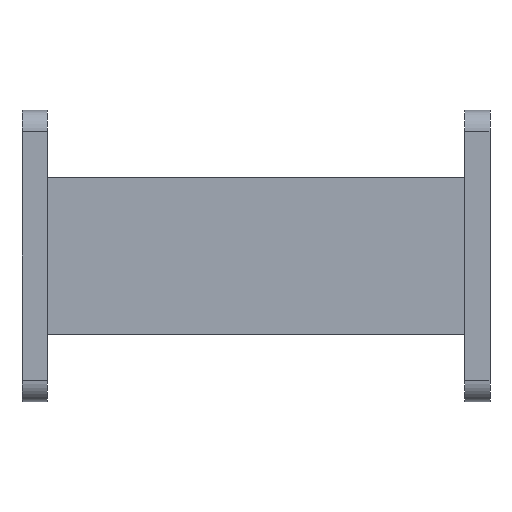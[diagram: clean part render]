
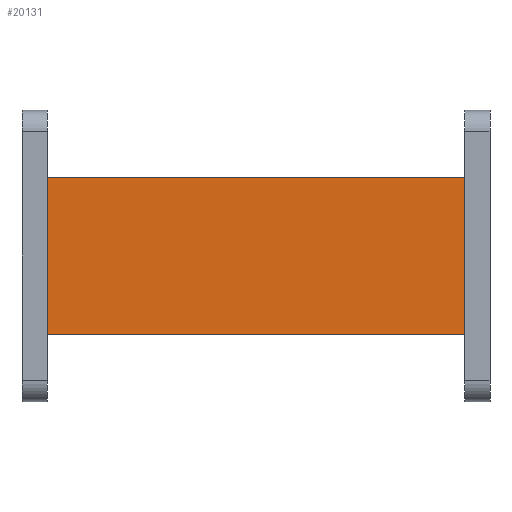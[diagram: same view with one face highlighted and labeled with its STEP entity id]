
A CAD part, front view. The second image highlights one B-rep face of the part: STEP entity #20131.
In plain terms, the highlighted planar face has unit normal (0, -1, 0).
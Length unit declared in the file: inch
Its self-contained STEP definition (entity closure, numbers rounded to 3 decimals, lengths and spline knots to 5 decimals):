
#3353 = LINE ( 'NONE', #42810, #42316 ) ;
#4439 = CARTESIAN_POINT ( 'NONE',  ( -2.28346, -0.46142, -0.85906 ) ) ;
#6491 = CARTESIAN_POINT ( 'NONE',  ( -2.28346, -0.46142, 0.85906 ) ) ;
#7975 = ORIENTED_EDGE ( 'NONE', *, *, #42681, .T. ) ;
#8615 = VERTEX_POINT ( 'NONE', #38147 ) ;
#9971 = DIRECTION ( 'NONE',  ( 0., 1., 0. ) ) ;
#10796 = DIRECTION ( 'NONE',  ( 0., 0., 1. ) ) ;
#11186 = VERTEX_POINT ( 'NONE', #45813 ) ;
#14342 = ORIENTED_EDGE ( 'NONE', *, *, #18979, .T. ) ;
#14355 = CARTESIAN_POINT ( 'NONE',  ( 2.28346, -0.46142, 0.85906 ) ) ;
#15171 = ORIENTED_EDGE ( 'NONE', *, *, #38954, .F. ) ;
#15928 = DIRECTION ( 'NONE',  ( 0., 0., -1. ) ) ;
#16926 = VERTEX_POINT ( 'NONE', #14355 ) ;
#18979 = EDGE_CURVE ( 'NONE', #8615, #22795, #3353, .T. ) ;
#19125 = PLANE ( 'NONE',  #26752 ) ;
#19614 = VECTOR ( 'NONE', #39858, 39.37008 ) ;
#20131 = ADVANCED_FACE ( 'NONE', ( #32666 ), #19125, .F. ) ;
#22526 = EDGE_LOOP ( 'NONE', ( #7975, #40745, #15171, #14342 ) ) ;
#22795 = VERTEX_POINT ( 'NONE', #29059 ) ;
#25406 = LINE ( 'NONE', #37555, #41441 ) ;
#26295 = LINE ( 'NONE', #4439, #19614 ) ;
#26752 = AXIS2_PLACEMENT_3D ( 'NONE', #6491, #9971, #10796 ) ;
#27639 = CARTESIAN_POINT ( 'NONE',  ( -2.28346, -0.46142, 0.85906 ) ) ;
#29059 = CARTESIAN_POINT ( 'NONE',  ( -2.28346, -0.46142, -0.85906 ) ) ;
#32666 = FACE_OUTER_BOUND ( 'NONE', #22526, .T. ) ;
#32857 = EDGE_CURVE ( 'NONE', #16926, #11186, #25406, .T. ) ;
#36566 = LINE ( 'NONE', #27639, #52697 ) ;
#37555 = CARTESIAN_POINT ( 'NONE',  ( 2.28346, -0.46142, 0.85906 ) ) ;
#38147 = CARTESIAN_POINT ( 'NONE',  ( -2.28346, -0.46142, 0.85906 ) ) ;
#38954 = EDGE_CURVE ( 'NONE', #8615, #16926, #36566, .T. ) ;
#39858 = DIRECTION ( 'NONE',  ( 1., 0., 0. ) ) ;
#40745 = ORIENTED_EDGE ( 'NONE', *, *, #32857, .F. ) ;
#41441 = VECTOR ( 'NONE', #15928, 39.37008 ) ;
#42316 = VECTOR ( 'NONE', #51731, 39.37008 ) ;
#42681 = EDGE_CURVE ( 'NONE', #22795, #11186, #26295, .T. ) ;
#42810 = CARTESIAN_POINT ( 'NONE',  ( -2.28346, -0.46142, 0.85906 ) ) ;
#45813 = CARTESIAN_POINT ( 'NONE',  ( 2.28346, -0.46142, -0.85906 ) ) ;
#49821 = DIRECTION ( 'NONE',  ( 1., 0., 0. ) ) ;
#51731 = DIRECTION ( 'NONE',  ( 0., 0., -1. ) ) ;
#52697 = VECTOR ( 'NONE', #49821, 39.37008 ) ;
